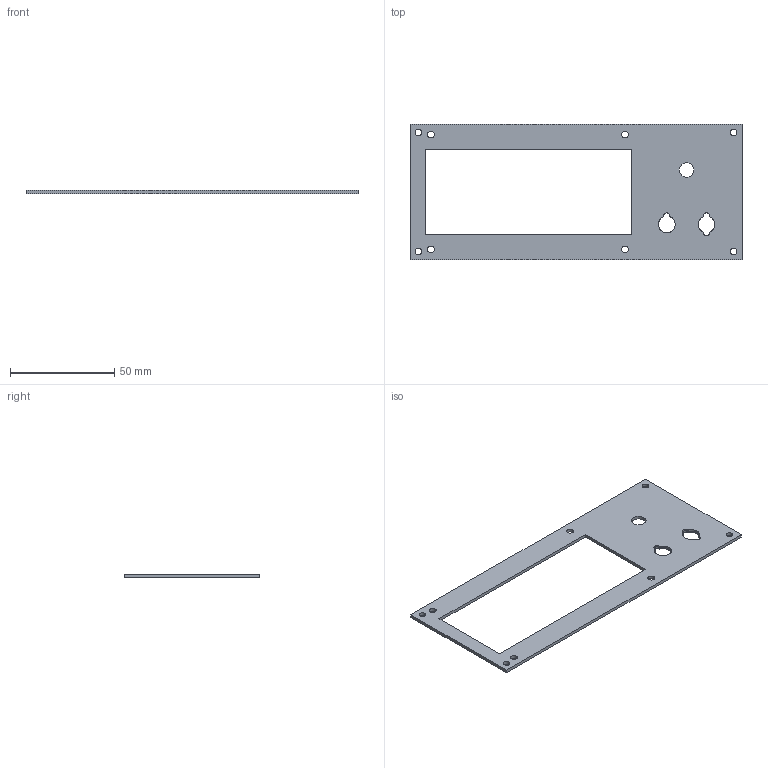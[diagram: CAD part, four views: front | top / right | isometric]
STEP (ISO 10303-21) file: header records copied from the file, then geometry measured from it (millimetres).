
FILE_DESCRIPTION(('PCB Model'),'2;1');
FILE_NAME('FRONT PANEL_test.STEP','2021-03-31T18:10:20',('guigur'),('Unspecified'), 'Open CASCADE STEP processor 6.8','Proteus','Unknown');
FILE_SCHEMA(('AUTOMOTIVE_DESIGN_CC2 { 1 2 10303 214 -1 1 5 4 }'));
Length unit declared in the file: millimetre
Products named in the file (2): Open CASCADE STEP translator 6.8 1; Layer_1
Assembly tree (1 placements, depth 2):
  Open CASCADE STEP translator 6.8 1
    Layer_1
Bounding box: 159 x 65 x 1.55 mm (x, y, z)
Volume: 9394.2 mm3; surface area: 13497.1 mm2
Topology: 1 solids, 1 shells, 204 faces, 606 edges, 404 vertices
Faces by surface type: plane 186, cylinder 18
Entity records: 6816 total; most frequent: CARTESIAN_POINT 1225, ORIENTED_EDGE 1212, DIRECTION 1045, EDGE_CURVE 606, LINE 561, VECTOR 561, VERTEX_POINT 404, AXIS2_PLACEMENT_3D 242
